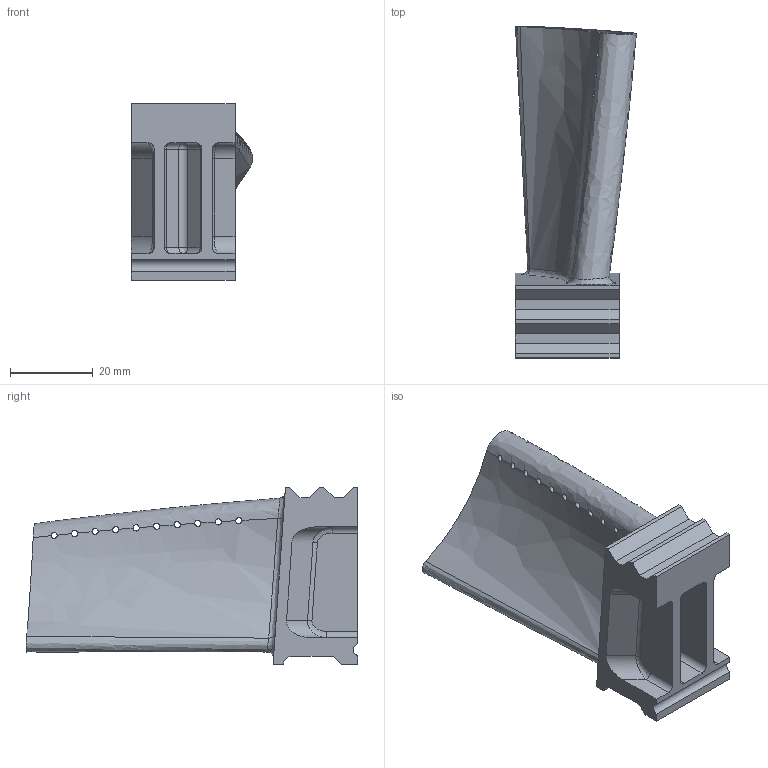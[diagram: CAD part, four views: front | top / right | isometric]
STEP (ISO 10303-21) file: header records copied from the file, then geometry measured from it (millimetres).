
FILE_DESCRIPTION(/* description */ ('Turbine blade'),/* implementation_level */ '2;1');
FILE_NAME(/* name */ 'LFM-0122-200-166.stp',/* time_stamp */ '2022-04-04T10:42:46+02:00',/* author */ ('LFM PC Haake Mars 2'),/* organization */ (''),/* preprocessor_version */ 'ST-DEVELOPER v17',/* originating_system */ 'Autodesk Inventor 2019',/* authorisation */ '');
FILE_SCHEMA (('AUTOMOTIVE_DESIGN { 1 0 10303 214 3 1 1 }'));
Length unit declared in the file: millimetre
Products named in the file (1): LFM-0122-200-166
Bounding box: 29.22 x 80.11 x 42.7 mm (x, y, z)
Volume: 24925.6 mm3; surface area: 12144.4 mm2
Topology: 1 solids, 1 shells, 105 faces, 343 edges, 224 vertices
Faces by surface type: cylinder 47, plane 35, bspline 14, sphere 6, torus 3
Full cylindrical faces by diameter (mm): 1.5 x20
Entity records: 7971 total; most frequent: CARTESIAN_POINT 5029, ORIENTED_EDGE 706, DIRECTION 476, EDGE_CURVE 353, VERTEX_POINT 234, AXIS2_PLACEMENT_3D 166, LINE 144, VECTOR 144
